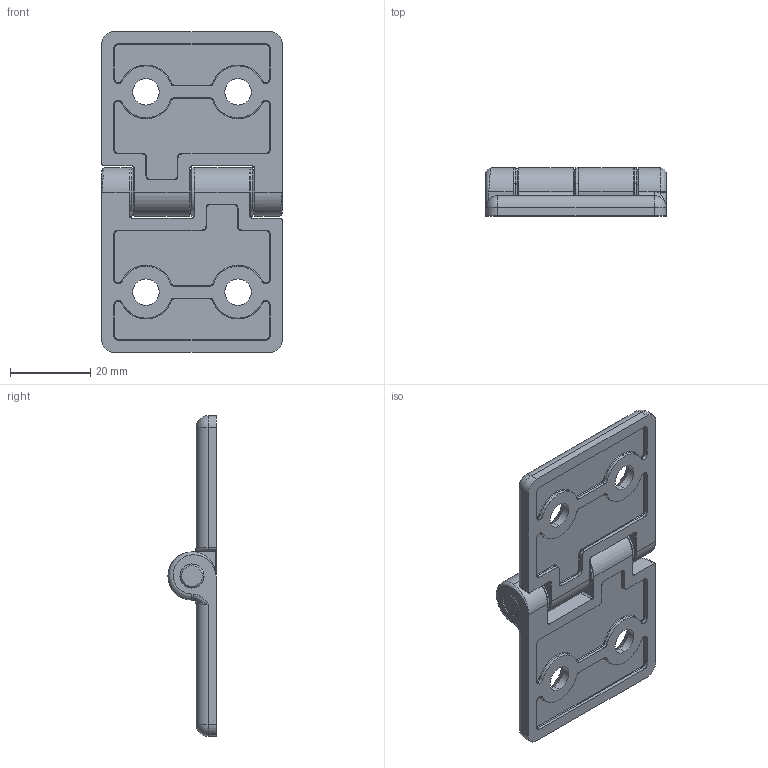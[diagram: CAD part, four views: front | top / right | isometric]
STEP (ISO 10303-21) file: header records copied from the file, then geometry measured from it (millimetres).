
FILE_DESCRIPTION(('STEP AP214'),'1');
FILE_NAME('fath_095047.stp','2017-09-05T15:55:41',('TraceParts'),('TraceParts S.A.'),'Spatial InterOp 3D',' ',' ');
FILE_SCHEMA(('automotive_design'));
Length unit declared in the file: millimetre
Products named in the file (6): fath_095047_1; fath_095047_2; fath_095047_3; fath_095047_4; fath_095047_5; fath_095047_6
Bounding box: 45 x 12 x 80 mm (x, y, z)
Volume: 17267.1 mm3; surface area: 12929 mm2
Topology: 6 solids, 6 shells, 376 faces, 904 edges, 531 vertices
Faces by surface type: cylinder 164, torus 102, plane 74, cone 18, bspline 14, sphere 4
Entity records: 15046 total; most frequent: CARTESIAN_POINT 2971, DIRECTION 2086, ORIENTED_EDGE 1780, EDGE_CURVE 890, AXIS2_PLACEMENT_3D 872, VERTEX_POINT 531, CIRCLE 504, EDGE_LOOP 397
